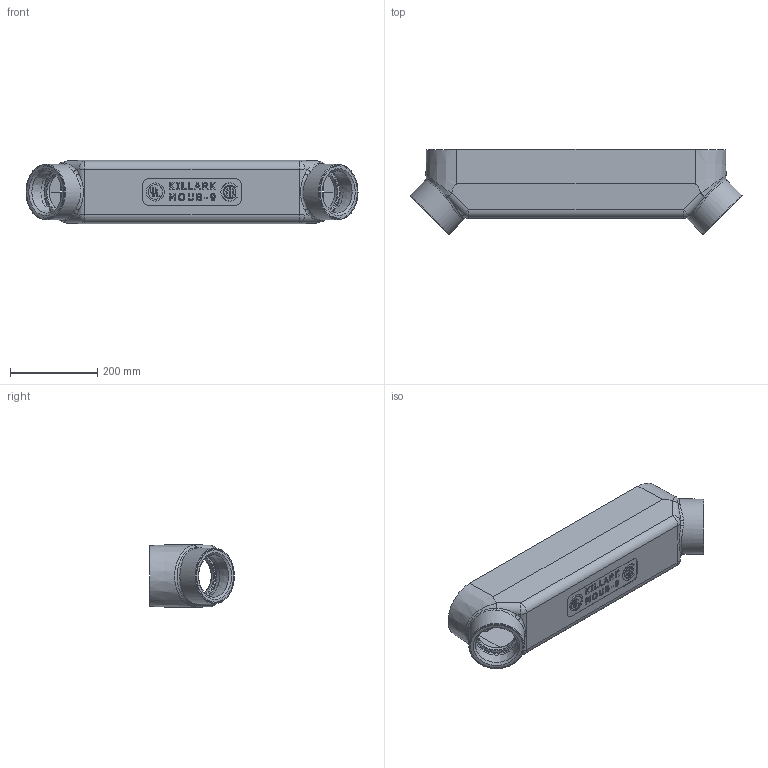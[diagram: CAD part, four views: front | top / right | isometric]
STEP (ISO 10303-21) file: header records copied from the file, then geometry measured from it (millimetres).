
FILE_DESCRIPTION(/* description */ (''),/* implementation_level */ '2;1');
FILE_NAME(/* name */ 'KIL_MOUB-9.stp',/* time_stamp */ '2020-07-24T20:11:47+06:00',/* author */ ('kr'),/* organization */ (''),/* preprocessor_version */ 'ST-DEVELOPER v18',/* originating_system */ 'Autodesk Inventor 2020',/* authorisation */ '');
FILE_SCHEMA (('AUTOMOTIVE_DESIGN { 1 0 10303 214 3 1 1 }'));
Length unit declared in the file: inch
Products named in the file (1): 21355
Bounding box: 760.85 x 194.69 x 144.46 mm (x, y, z)
Volume: 3210361.6 mm3; surface area: 666494.1 mm2
Topology: 1 solids, 1 shells, 680 faces, 1774 edges, 1139 vertices
Faces by surface type: plane 282, bspline 255, cylinder 60, cone 54, sphere 15, torus 14
Full cylindrical faces by diameter (mm): 87.579 x2, 101.879 x2, 111.125 x2, 127 x2
Entity records: 31727 total; most frequent: CARTESIAN_POINT 16686, ORIENTED_EDGE 3540, DIRECTION 2382, EDGE_CURVE 1770, VERTEX_POINT 1139, LINE 810, VECTOR 810, AXIS2_PLACEMENT_3D 786
